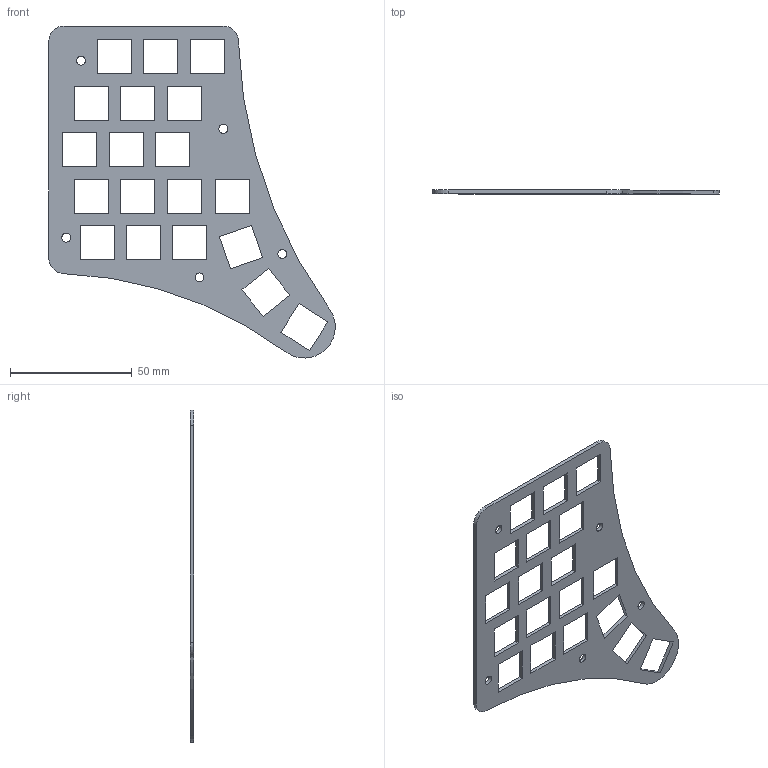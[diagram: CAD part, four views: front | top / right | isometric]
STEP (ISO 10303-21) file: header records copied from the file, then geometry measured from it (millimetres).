
FILE_DESCRIPTION(/* description */ (''),/* implementation_level */ '2;1');
FILE_NAME(/* name */ 'Switch Plate.stp',/* time_stamp */ '2016-04-22T20:34:43-07:00',/* author */ ('Josh'),/* organization */ (''),/* preprocessor_version */ 'ST-DEVELOPER v15.6',/* originating_system */ 'Autodesk Inventor 2015',/* authorisation */ '');
FILE_SCHEMA (('AUTOMOTIVE_DESIGN { 1 0 10303 214 3 1 1 }'));
Length unit declared in the file: inch
Products named in the file (1): Small board
Bounding box: 117.61 x 1.52 x 136.33 mm (x, y, z)
Volume: 10011.5 mm3; surface area: 15511.7 mm2
Topology: 1 solids, 1 shells, 91 faces, 324 edges, 284 vertices
Faces by surface type: plane 80, cylinder 11
Full cylindrical faces by diameter (mm): 3.658 x5
Entity records: 3483 total; most frequent: CARTESIAN_POINT 687, DIRECTION 550, ORIENTED_EDGE 524, LINE 272, VECTOR 272, EDGE_CURVE 262, VERTEX_POINT 178, EDGE_LOOP 144
